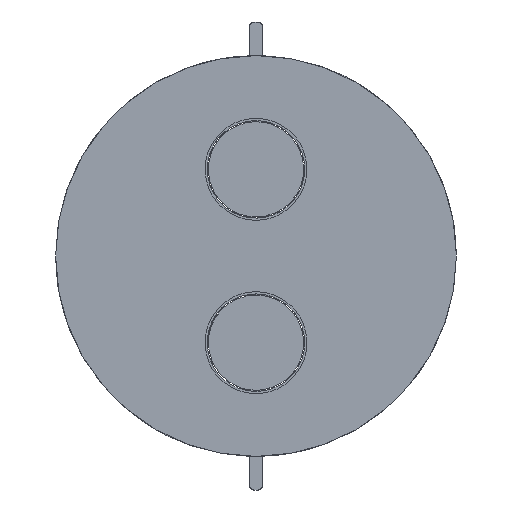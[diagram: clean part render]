
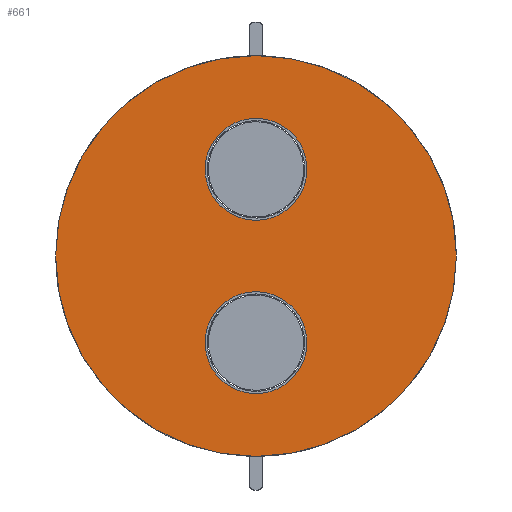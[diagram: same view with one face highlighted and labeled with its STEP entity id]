
A CAD part, front view. The second image highlights one B-rep face of the part: STEP entity #661.
In plain terms, the highlighted planar face has unit normal (0, -1, 0).
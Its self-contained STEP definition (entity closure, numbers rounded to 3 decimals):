
#329=CARTESIAN_POINT('Axis2P3D Location',(0.,87.5,40.)) ;
#335=CARTESIAN_POINT('Control Point',(-11.298,87.5,20.606)) ;
#336=CARTESIAN_POINT('Control Point',(-13.172,87.5,19.579)) ;
#337=CARTESIAN_POINT('Control Point',(-14.929,87.5,18.338)) ;
#338=CARTESIAN_POINT('Control Point',(-16.537,87.5,16.902)) ;
#339=CARTESIAN_POINT('Control Point',(-19.399,87.5,13.689)) ;
#340=CARTESIAN_POINT('Control Point',(-21.467,87.5,9.917)) ;
#341=CARTESIAN_POINT('Control Point',(-22.281,87.5,7.92)) ;
#342=CARTESIAN_POINT('Control Point',(-23.441,87.5,3.777)) ;
#343=CARTESIAN_POINT('Control Point',(-23.641,87.5,-0.52)) ;
#344=CARTESIAN_POINT('Control Point',(-23.495,87.5,-2.672)) ;
#345=CARTESIAN_POINT('Control Point',(-22.717,87.5,-6.903)) ;
#346=CARTESIAN_POINT('Control Point',(-21.01,87.5,-10.852)) ;
#347=CARTESIAN_POINT('Control Point',(-19.934,87.5,-12.72)) ;
#348=CARTESIAN_POINT('Control Point',(-17.376,87.5,-16.18)) ;
#349=CARTESIAN_POINT('Control Point',(-14.108,87.5,-18.977)) ;
#350=CARTESIAN_POINT('Control Point',(-12.321,87.5,-20.183)) ;
#351=CARTESIAN_POINT('Control Point',(-8.504,87.5,-22.168)) ;
#352=CARTESIAN_POINT('Control Point',(-4.338,87.5,-23.245)) ;
#353=CARTESIAN_POINT('Control Point',(-2.203,87.5,-23.544)) ;
#354=CARTESIAN_POINT('Control Point',(1.381,87.5,-23.632)) ;
#355=CARTESIAN_POINT('Control Point',(4.906,87.5,-23.049)) ;
#356=CARTESIAN_POINT('Control Point',(6.295,87.5,-22.709)) ;
#357=CARTESIAN_POINT('Control Point',(8.145,87.5,-22.104)) ;
#358=CARTESIAN_POINT('Control Point',(9.919,87.5,-21.313)) ;
#359=CARTESIAN_POINT('Control Point',(10.385,87.5,-21.09)) ;
#360=CARTESIAN_POINT('Control Point',(10.845,87.5,-20.854)) ;
#361=CARTESIAN_POINT('Control Point',(11.298,87.5,-20.606)) ;
#362=CARTESIAN_POINT('Vertex',(-11.298,87.5,20.606)) ;
#364=CARTESIAN_POINT('Vertex',(11.298,87.5,-20.606)) ;
#368=CARTESIAN_POINT('Control Point',(11.298,87.5,-20.606)) ;
#369=CARTESIAN_POINT('Control Point',(13.172,87.5,-19.579)) ;
#370=CARTESIAN_POINT('Control Point',(14.929,87.5,-18.338)) ;
#371=CARTESIAN_POINT('Control Point',(16.537,87.5,-16.902)) ;
#372=CARTESIAN_POINT('Control Point',(19.399,87.5,-13.689)) ;
#373=CARTESIAN_POINT('Control Point',(21.467,87.5,-9.917)) ;
#374=CARTESIAN_POINT('Control Point',(22.281,87.5,-7.92)) ;
#375=CARTESIAN_POINT('Control Point',(23.441,87.5,-3.777)) ;
#376=CARTESIAN_POINT('Control Point',(23.641,87.5,0.52)) ;
#377=CARTESIAN_POINT('Control Point',(23.495,87.5,2.672)) ;
#378=CARTESIAN_POINT('Control Point',(22.717,87.5,6.903)) ;
#379=CARTESIAN_POINT('Control Point',(21.01,87.5,10.852)) ;
#380=CARTESIAN_POINT('Control Point',(19.934,87.5,12.72)) ;
#381=CARTESIAN_POINT('Control Point',(17.376,87.5,16.18)) ;
#382=CARTESIAN_POINT('Control Point',(14.108,87.5,18.977)) ;
#383=CARTESIAN_POINT('Control Point',(12.321,87.5,20.183)) ;
#384=CARTESIAN_POINT('Control Point',(8.504,87.5,22.168)) ;
#385=CARTESIAN_POINT('Control Point',(4.338,87.5,23.245)) ;
#386=CARTESIAN_POINT('Control Point',(2.203,87.5,23.544)) ;
#387=CARTESIAN_POINT('Control Point',(-1.381,87.5,23.632)) ;
#388=CARTESIAN_POINT('Control Point',(-4.906,87.5,23.049)) ;
#389=CARTESIAN_POINT('Control Point',(-6.295,87.5,22.709)) ;
#390=CARTESIAN_POINT('Control Point',(-8.145,87.5,22.104)) ;
#391=CARTESIAN_POINT('Control Point',(-9.919,87.5,21.313)) ;
#392=CARTESIAN_POINT('Control Point',(-10.385,87.5,21.09)) ;
#393=CARTESIAN_POINT('Control Point',(-10.845,87.5,20.854)) ;
#394=CARTESIAN_POINT('Control Point',(-11.298,87.5,20.606)) ;
#573=CARTESIAN_POINT('Axis2P3D Location',(0.,87.5,40.)) ;
#577=CARTESIAN_POINT('Vertex',(92.5,87.5,40.)) ;
#579=CARTESIAN_POINT('Vertex',(-92.5,87.5,40.)) ;
#582=CARTESIAN_POINT('Axis2P3D Location',(0.,87.5,40.)) ;
#596=CARTESIAN_POINT('Control Point',(11.298,87.5,59.394)) ;
#597=CARTESIAN_POINT('Control Point',(13.172,87.5,60.421)) ;
#598=CARTESIAN_POINT('Control Point',(14.929,87.5,61.662)) ;
#599=CARTESIAN_POINT('Control Point',(16.537,87.5,63.098)) ;
#600=CARTESIAN_POINT('Control Point',(19.399,87.5,66.311)) ;
#601=CARTESIAN_POINT('Control Point',(21.467,87.5,70.083)) ;
#602=CARTESIAN_POINT('Control Point',(22.281,87.5,72.08)) ;
#603=CARTESIAN_POINT('Control Point',(23.441,87.5,76.223)) ;
#604=CARTESIAN_POINT('Control Point',(23.641,87.5,80.52)) ;
#605=CARTESIAN_POINT('Control Point',(23.495,87.5,82.672)) ;
#606=CARTESIAN_POINT('Control Point',(22.717,87.5,86.903)) ;
#607=CARTESIAN_POINT('Control Point',(21.01,87.5,90.852)) ;
#608=CARTESIAN_POINT('Control Point',(19.934,87.5,92.72)) ;
#609=CARTESIAN_POINT('Control Point',(17.376,87.5,96.18)) ;
#610=CARTESIAN_POINT('Control Point',(14.108,87.5,98.977)) ;
#611=CARTESIAN_POINT('Control Point',(12.321,87.5,100.183)) ;
#612=CARTESIAN_POINT('Control Point',(8.504,87.5,102.168)) ;
#613=CARTESIAN_POINT('Control Point',(4.338,87.5,103.245)) ;
#614=CARTESIAN_POINT('Control Point',(2.203,87.5,103.544)) ;
#615=CARTESIAN_POINT('Control Point',(-1.381,87.5,103.632)) ;
#616=CARTESIAN_POINT('Control Point',(-4.906,87.5,103.049)) ;
#617=CARTESIAN_POINT('Control Point',(-6.295,87.5,102.709)) ;
#618=CARTESIAN_POINT('Control Point',(-8.145,87.5,102.104)) ;
#619=CARTESIAN_POINT('Control Point',(-9.919,87.5,101.313)) ;
#620=CARTESIAN_POINT('Control Point',(-10.385,87.5,101.09)) ;
#621=CARTESIAN_POINT('Control Point',(-10.845,87.5,100.854)) ;
#622=CARTESIAN_POINT('Control Point',(-11.298,87.5,100.606)) ;
#623=CARTESIAN_POINT('Vertex',(11.298,87.5,59.394)) ;
#625=CARTESIAN_POINT('Vertex',(-11.298,87.5,100.606)) ;
#629=CARTESIAN_POINT('Control Point',(-11.298,87.5,100.606)) ;
#630=CARTESIAN_POINT('Control Point',(-13.172,87.5,99.579)) ;
#631=CARTESIAN_POINT('Control Point',(-14.929,87.5,98.338)) ;
#632=CARTESIAN_POINT('Control Point',(-16.537,87.5,96.902)) ;
#633=CARTESIAN_POINT('Control Point',(-19.399,87.5,93.689)) ;
#634=CARTESIAN_POINT('Control Point',(-21.467,87.5,89.917)) ;
#635=CARTESIAN_POINT('Control Point',(-22.281,87.5,87.92)) ;
#636=CARTESIAN_POINT('Control Point',(-23.441,87.5,83.777)) ;
#637=CARTESIAN_POINT('Control Point',(-23.641,87.5,79.48)) ;
#638=CARTESIAN_POINT('Control Point',(-23.495,87.5,77.328)) ;
#639=CARTESIAN_POINT('Control Point',(-22.717,87.5,73.097)) ;
#640=CARTESIAN_POINT('Control Point',(-21.01,87.5,69.148)) ;
#641=CARTESIAN_POINT('Control Point',(-19.934,87.5,67.28)) ;
#642=CARTESIAN_POINT('Control Point',(-17.376,87.5,63.82)) ;
#643=CARTESIAN_POINT('Control Point',(-14.108,87.5,61.023)) ;
#644=CARTESIAN_POINT('Control Point',(-12.321,87.5,59.817)) ;
#645=CARTESIAN_POINT('Control Point',(-8.504,87.5,57.832)) ;
#646=CARTESIAN_POINT('Control Point',(-4.338,87.5,56.755)) ;
#647=CARTESIAN_POINT('Control Point',(-2.203,87.5,56.456)) ;
#648=CARTESIAN_POINT('Control Point',(1.381,87.5,56.368)) ;
#649=CARTESIAN_POINT('Control Point',(4.906,87.5,56.951)) ;
#650=CARTESIAN_POINT('Control Point',(6.295,87.5,57.291)) ;
#651=CARTESIAN_POINT('Control Point',(8.145,87.5,57.896)) ;
#652=CARTESIAN_POINT('Control Point',(9.919,87.5,58.687)) ;
#653=CARTESIAN_POINT('Control Point',(10.385,87.5,58.91)) ;
#654=CARTESIAN_POINT('Control Point',(10.845,87.5,59.146)) ;
#655=CARTESIAN_POINT('Control Point',(11.298,87.5,59.394)) ;
#330=DIRECTION('Axis2P3D Direction',(0.,1.,-0.)) ;
#331=DIRECTION('Axis2P3D XDirection',(-1.,0.,0.)) ;
#574=DIRECTION('Axis2P3D Direction',(0.,1.,-0.)) ;
#583=DIRECTION('Axis2P3D Direction',(0.,1.,-0.)) ;
#332=AXIS2_PLACEMENT_3D('Plane Axis2P3D',#329,#330,#331) ;
#575=AXIS2_PLACEMENT_3D('Circle Axis2P3D',#573,#574,$) ;
#584=AXIS2_PLACEMENT_3D('Circle Axis2P3D',#582,#583,$) ;
#576=CIRCLE('generated circle',#575,92.5) ;
#585=CIRCLE('generated circle',#584,92.5) ;
#333=PLANE('',#332) ;
#594=FACE_BOUND('',#591,.T.) ;
#660=FACE_BOUND('',#657,.T.) ;
#366=EDGE_CURVE('',#363,#365,#334,.T.) ;
#395=EDGE_CURVE('',#365,#363,#367,.T.) ;
#581=EDGE_CURVE('',#578,#580,#576,.F.) ;
#586=EDGE_CURVE('',#580,#578,#585,.F.) ;
#627=EDGE_CURVE('',#624,#626,#595,.T.) ;
#656=EDGE_CURVE('',#626,#624,#628,.T.) ;
#588=ORIENTED_EDGE('',*,*,#581,.T.) ;
#589=ORIENTED_EDGE('',*,*,#586,.T.) ;
#592=ORIENTED_EDGE('',*,*,#395,.F.) ;
#593=ORIENTED_EDGE('',*,*,#366,.F.) ;
#658=ORIENTED_EDGE('',*,*,#627,.F.) ;
#659=ORIENTED_EDGE('',*,*,#656,.F.) ;
#587=EDGE_LOOP('',(#588,#589)) ;
#591=EDGE_LOOP('',(#592,#593)) ;
#657=EDGE_LOOP('',(#658,#659)) ;
#363=VERTEX_POINT('',#362) ;
#365=VERTEX_POINT('',#364) ;
#578=VERTEX_POINT('',#577) ;
#580=VERTEX_POINT('',#579) ;
#624=VERTEX_POINT('',#623) ;
#626=VERTEX_POINT('',#625) ;
#661=ADVANCED_FACE('GS018100.1\\PR.0448.51_AllCATPart.1\\PartBody.2',(#590,#594,#660),#333,.F.) ;
#334=B_SPLINE_CURVE_WITH_KNOTS('',5,(#335,#336,#337,#338,#339,#340,#341,#342,#343,#344,#345,#346,#347,#348,#349,#350,#351,#352,#353,#354,#355,#356,#357,#358,#359,#360,#361),.UNSPECIFIED.,.F.,.U.,(6,3,3,3,3,3,3,3,6),(0.,15.153,30.305,45.458,60.611,75.764,90.917,101.019,104.679),.UNSPECIFIED.) ;
#367=B_SPLINE_CURVE_WITH_KNOTS('',5,(#368,#369,#370,#371,#372,#373,#374,#375,#376,#377,#378,#379,#380,#381,#382,#383,#384,#385,#386,#387,#388,#389,#390,#391,#392,#393,#394),.UNSPECIFIED.,.F.,.U.,(6,3,3,3,3,3,3,3,6),(0.,15.153,30.305,45.458,60.611,75.764,90.917,101.019,104.679),.UNSPECIFIED.) ;
#595=B_SPLINE_CURVE_WITH_KNOTS('',5,(#596,#597,#598,#599,#600,#601,#602,#603,#604,#605,#606,#607,#608,#609,#610,#611,#612,#613,#614,#615,#616,#617,#618,#619,#620,#621,#622),.UNSPECIFIED.,.F.,.U.,(6,3,3,3,3,3,3,3,6),(0.,15.153,30.305,45.458,60.611,75.764,90.917,101.019,104.679),.UNSPECIFIED.) ;
#628=B_SPLINE_CURVE_WITH_KNOTS('',5,(#629,#630,#631,#632,#633,#634,#635,#636,#637,#638,#639,#640,#641,#642,#643,#644,#645,#646,#647,#648,#649,#650,#651,#652,#653,#654,#655),.UNSPECIFIED.,.F.,.U.,(6,3,3,3,3,3,3,3,6),(0.,15.153,30.305,45.458,60.611,75.764,90.917,101.019,104.679),.UNSPECIFIED.) ;
#590=FACE_OUTER_BOUND('',#587,.T.) ;
